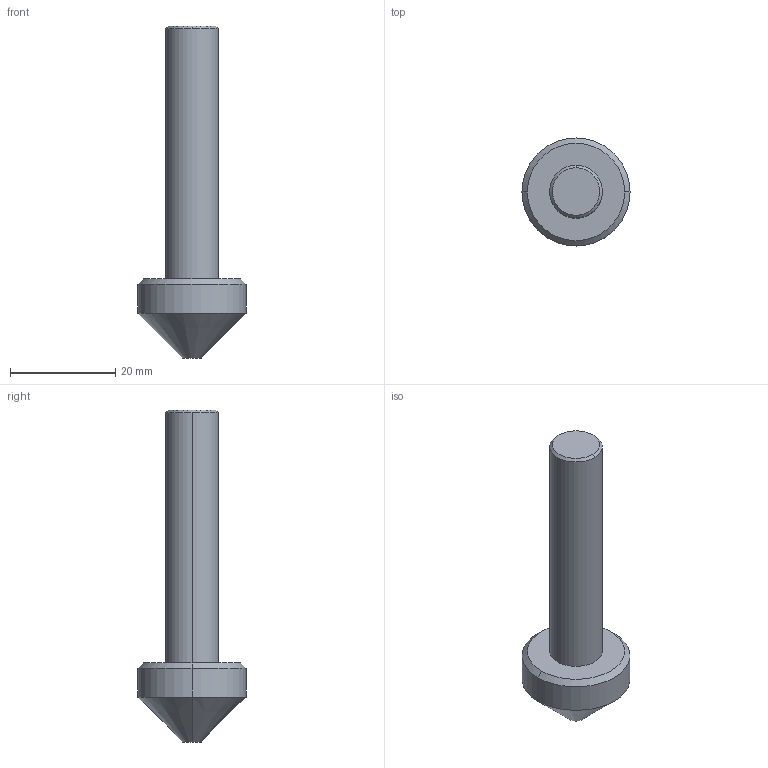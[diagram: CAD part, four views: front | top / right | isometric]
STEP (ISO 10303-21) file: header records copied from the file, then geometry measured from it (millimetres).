
FILE_DESCRIPTION(('no description'),'unknown implementation level');
FILE_NAME('soliddSl7mkthecDtqJzN2ElxmBQDkx4_1.STP',' ',('CIMSOURCE GmbH'),('CADClick - KiM GmbH - www.kimweb.de'),'unknown preprocess','ACIS','unknown authorization');
FILE_SCHEMA(('automotive_design'));
Length unit declared in the file: millimetre
Products named in the file (2): NOCUT; CUT
Bounding box: 20.5 x 20.5 x 63 mm (x, y, z)
Volume: 7000.9 mm3; surface area: 3085.2 mm2
Topology: 2 solids, 2 shells, 23 faces, 46 edges, 28 vertices
Faces by surface type: cone 10, cylinder 8, plane 5
Entity records: 1227 total; most frequent: DIRECTION 132, CARTESIAN_POINT 103, STYLED_ITEM 99, PRESENTATION_STYLE_ASSIGNMENT 99, COLOUR_RGB 99, ORIENTED_EDGE 92, AXIS2_PLACEMENT_3D 57, EDGE_CURVE 46
